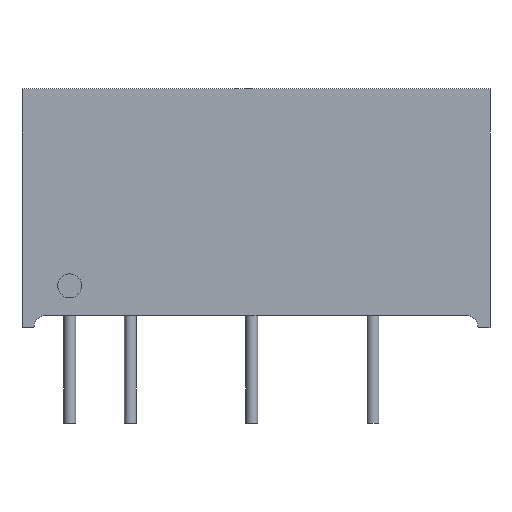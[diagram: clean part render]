
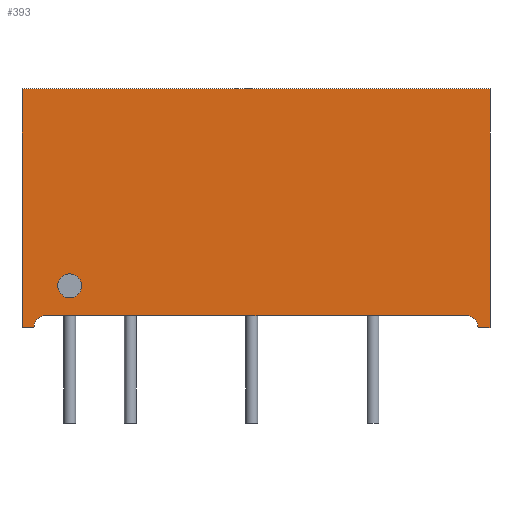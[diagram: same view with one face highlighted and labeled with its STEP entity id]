
A CAD part, front view. The second image highlights one B-rep face of the part: STEP entity #393.
In plain terms, the highlighted planar face has unit normal (0, -1, 0).
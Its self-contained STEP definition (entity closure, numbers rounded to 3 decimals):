
#111 = EDGE_CURVE('',#112,#114,#116,.T.);
#112 = VERTEX_POINT('',#113);
#113 = CARTESIAN_POINT('',(-9.3,-3.5,0.));
#114 = VERTEX_POINT('',#115);
#115 = CARTESIAN_POINT('',(-9.3,-3.5,0.01));
#116 = LINE('',#117,#118);
#117 = CARTESIAN_POINT('',(-9.3,-3.5,0.));
#118 = VECTOR('',#119,1.);
#119 = DIRECTION('',(0.,0.,1.));
#142 = EDGE_CURVE('',#114,#143,#145,.T.);
#143 = VERTEX_POINT('',#144);
#144 = CARTESIAN_POINT('',(-8.81,-3.5,0.5));
#145 = CIRCLE('',#146,0.49);
#146 = AXIS2_PLACEMENT_3D('',#147,#148,#149);
#147 = CARTESIAN_POINT('',(-8.81,-3.5,0.01));
#148 = DIRECTION('',(0.,1.,0.));
#149 = DIRECTION('',(0.,0.,1.));
#169 = VERTEX_POINT('',#170);
#170 = CARTESIAN_POINT('',(-9.8,-3.5,0.));
#176 = EDGE_CURVE('',#112,#169,#177,.T.);
#177 = LINE('',#178,#179);
#178 = CARTESIAN_POINT('',(9.8,-3.5,0.));
#179 = VECTOR('',#180,1.);
#180 = DIRECTION('',(-1.,0.,0.));
#193 = EDGE_CURVE('',#194,#143,#196,.T.);
#194 = VERTEX_POINT('',#195);
#195 = CARTESIAN_POINT('',(8.81,-3.5,0.5));
#196 = LINE('',#197,#198);
#197 = CARTESIAN_POINT('',(9.3,-3.5,0.5));
#198 = VECTOR('',#199,1.);
#199 = DIRECTION('',(-1.,0.,0.));
#259 = EDGE_CURVE('',#169,#260,#262,.T.);
#260 = VERTEX_POINT('',#261);
#261 = CARTESIAN_POINT('',(-9.8,-3.5,10.));
#262 = LINE('',#263,#264);
#263 = CARTESIAN_POINT('',(-9.8,-3.5,0.));
#264 = VECTOR('',#265,1.);
#265 = DIRECTION('',(0.,0.,1.));
#285 = VERTEX_POINT('',#286);
#286 = CARTESIAN_POINT('',(9.3,-3.5,0.01));
#292 = EDGE_CURVE('',#194,#285,#293,.T.);
#293 = CIRCLE('',#294,0.49);
#294 = AXIS2_PLACEMENT_3D('',#295,#296,#297);
#295 = CARTESIAN_POINT('',(8.81,-3.5,0.01));
#296 = DIRECTION('',(0.,1.,0.));
#297 = DIRECTION('',(0.,0.,-1.));
#310 = VERTEX_POINT('',#311);
#311 = CARTESIAN_POINT('',(9.8,-3.5,10.));
#317 = EDGE_CURVE('',#310,#260,#318,.T.);
#318 = LINE('',#319,#320);
#319 = CARTESIAN_POINT('',(9.8,-3.5,10.));
#320 = VECTOR('',#321,1.);
#321 = DIRECTION('',(-1.,0.,0.));
#334 = EDGE_CURVE('',#335,#285,#337,.T.);
#335 = VERTEX_POINT('',#336);
#336 = CARTESIAN_POINT('',(9.3,-3.5,0.));
#337 = LINE('',#338,#339);
#338 = CARTESIAN_POINT('',(9.3,-3.5,0.));
#339 = VECTOR('',#340,1.);
#340 = DIRECTION('',(0.,0.,1.));
#358 = EDGE_CURVE('',#359,#310,#361,.T.);
#359 = VERTEX_POINT('',#360);
#360 = CARTESIAN_POINT('',(9.8,-3.5,0.));
#361 = LINE('',#362,#363);
#362 = CARTESIAN_POINT('',(9.8,-3.5,0.));
#363 = VECTOR('',#364,1.);
#364 = DIRECTION('',(0.,0.,1.));
#382 = EDGE_CURVE('',#359,#335,#383,.T.);
#383 = LINE('',#384,#385);
#384 = CARTESIAN_POINT('',(9.8,-3.5,0.));
#385 = VECTOR('',#386,1.);
#386 = DIRECTION('',(-1.,0.,0.));
#393 = ADVANCED_FACE('',(#394,#406),#417,.T.);
#394 = FACE_BOUND('',#395,.T.);
#395 = EDGE_LOOP('',(#396,#397,#398,#399,#400,#401,#402,#403,#404,#405)
  );
#396 = ORIENTED_EDGE('',*,*,#334,.F.);
#397 = ORIENTED_EDGE('',*,*,#382,.F.);
#398 = ORIENTED_EDGE('',*,*,#358,.T.);
#399 = ORIENTED_EDGE('',*,*,#317,.T.);
#400 = ORIENTED_EDGE('',*,*,#259,.F.);
#401 = ORIENTED_EDGE('',*,*,#176,.F.);
#402 = ORIENTED_EDGE('',*,*,#111,.T.);
#403 = ORIENTED_EDGE('',*,*,#142,.T.);
#404 = ORIENTED_EDGE('',*,*,#193,.F.);
#405 = ORIENTED_EDGE('',*,*,#292,.T.);
#406 = FACE_BOUND('',#407,.T.);
#407 = EDGE_LOOP('',(#408));
#408 = ORIENTED_EDGE('',*,*,#409,.F.);
#409 = EDGE_CURVE('',#410,#410,#412,.T.);
#410 = VERTEX_POINT('',#411);
#411 = CARTESIAN_POINT('',(-7.3,-3.5,1.75));
#412 = CIRCLE('',#413,0.5);
#413 = AXIS2_PLACEMENT_3D('',#414,#415,#416);
#414 = CARTESIAN_POINT('',(-7.8,-3.5,1.75));
#415 = DIRECTION('',(0.,-1.,0.));
#416 = DIRECTION('',(1.,0.,0.));
#417 = PLANE('',#418);
#418 = AXIS2_PLACEMENT_3D('',#419,#420,#421);
#419 = CARTESIAN_POINT('',(9.8,-3.5,0.));
#420 = DIRECTION('',(0.,-1.,0.));
#421 = DIRECTION('',(-1.,0.,0.));
